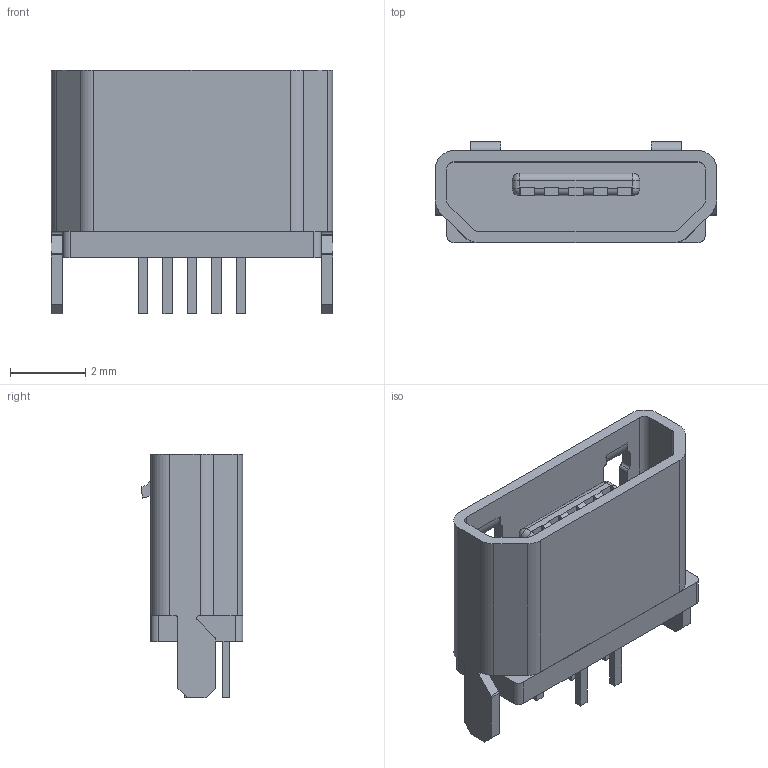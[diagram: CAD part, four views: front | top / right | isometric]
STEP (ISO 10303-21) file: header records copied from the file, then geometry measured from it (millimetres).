
FILE_DESCRIPTION (( 'STEP AP214' ), '1' );
FILE_NAME ('MICRO-USB-TH_MICRO-180-ZB.step', '2022-07-07T03:07:37', ( '' ), ( '' ), 'SwSTEP 2.0', 'SolidWorks 2020', '' );
FILE_SCHEMA (( 'AUTOMOTIVE_DESIGN' ));
Length unit declared in the file: millimetre
Products named in the file (1): MICRO-USB-TH_MICRO-180-ZB
Bounding box: 7.5 x 2.7 x 6.5 mm (x, y, z)
Volume: 52.9 mm3; surface area: 261.8 mm2
Topology: 2 solids, 2 shells, 402 faces, 1110 edges, 732 vertices
Faces by surface type: plane 237, bspline 98, cylinder 63, sphere 4
Entity records: 17701 total; most frequent: CARTESIAN_POINT 3547, ORIENTED_EDGE 2212, DIRECTION 1646, EDGE_CURVE 1106, VECTOR 776, LINE 776, VERTEX_POINT 732, AXIS2_PLACEMENT_3D 435
